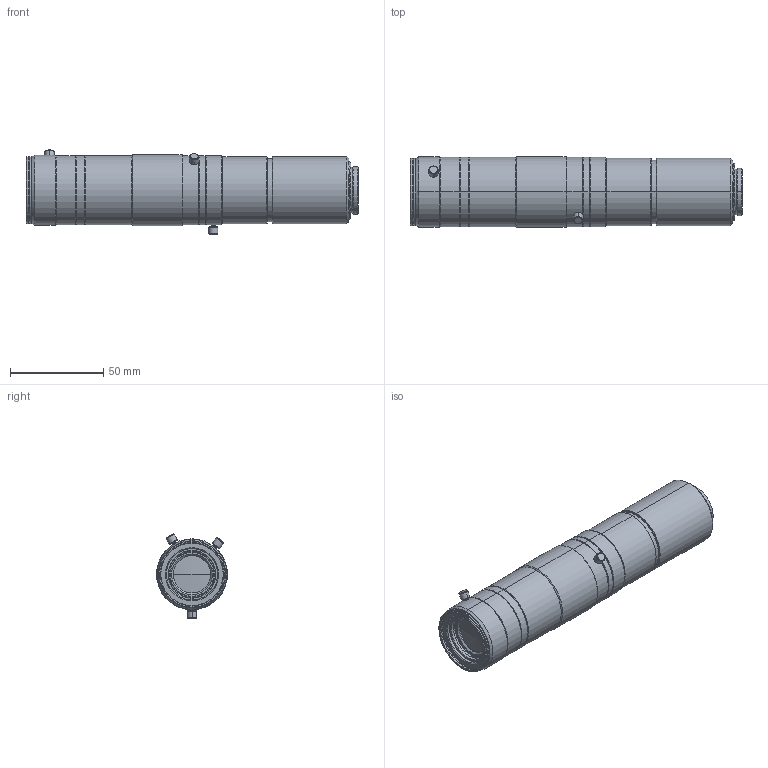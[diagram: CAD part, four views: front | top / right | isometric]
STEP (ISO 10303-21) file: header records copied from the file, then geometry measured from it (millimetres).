
FILE_DESCRIPTION (( 'STEP AP203' ), '1' );
FILE_NAME ('VSZ-0745.STEP', '2013-01-31T02:55:24', ( 'VS Technology' ), ( '' ), 'SwSTEP 2.0', 'SolidWorks 2012', '' );
FILE_SCHEMA (( 'CONFIG_CONTROL_DESIGN' ));
Length unit declared in the file: millimetre
Products named in the file (1): VSZ-0745
Bounding box: 177.85 x 38 x 45.2 mm (x, y, z)
Volume: 150277.6 mm3; surface area: 32524.6 mm2
Topology: 1 solids, 1 shells, 229 faces, 461 edges, 268 vertices
Faces by surface type: cone 112, cylinder 78, plane 35, sphere 4
Entity records: 6096 total; most frequent: DIRECTION 1179, CARTESIAN_POINT 1055, ORIENTED_EDGE 922, AXIS2_PLACEMENT_3D 494, EDGE_CURVE 461, VERTEX_POINT 268, CIRCLE 264, EDGE_LOOP 263
